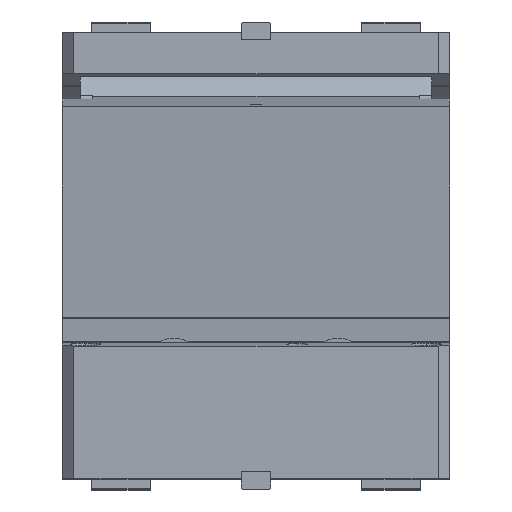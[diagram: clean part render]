
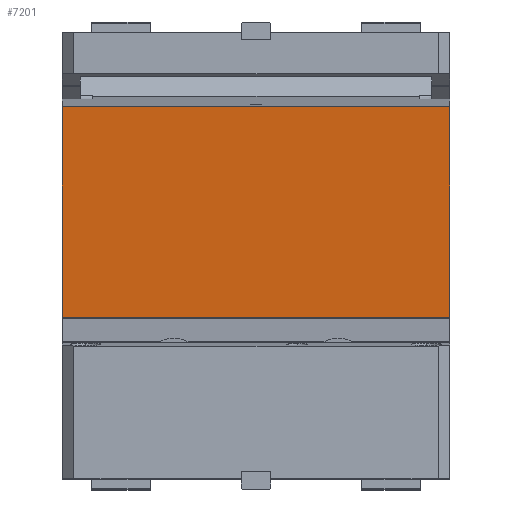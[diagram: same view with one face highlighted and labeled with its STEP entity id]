
A CAD part, top view. The second image highlights one B-rep face of the part: STEP entity #7201.
In plain terms, the highlighted planar face has unit normal (0, -0.087, 0.996).
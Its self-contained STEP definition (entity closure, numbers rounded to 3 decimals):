
#5354=CARTESIAN_POINT('Vertex',(-165.,-89.658,-7.844)) ;
#5357=CARTESIAN_POINT('Line Origine',(-165.,0.,0.)) ;
#5361=CARTESIAN_POINT('Vertex',(-165.,89.658,7.844)) ;
#5958=CARTESIAN_POINT('Line Origine',(0.,89.658,7.844)) ;
#5962=CARTESIAN_POINT('Vertex',(165.,89.658,7.844)) ;
#6080=CARTESIAN_POINT('Line Origine',(165.,0.,0.)) ;
#6084=CARTESIAN_POINT('Vertex',(165.,-89.658,-7.844)) ;
#7185=CARTESIAN_POINT('Axis2P3D Location',(165.,89.658,7.844)) ;
#7190=CARTESIAN_POINT('Line Origine',(0.,-89.658,-7.844)) ;
#5358=DIRECTION('Vector Direction',(0.,-0.996,-0.087)) ;
#5959=DIRECTION('Vector Direction',(-1.,0.,0.)) ;
#6081=DIRECTION('Vector Direction',(0.,-0.996,-0.087)) ;
#7186=DIRECTION('Axis2P3D Direction',(0.,0.087,-0.996)) ;
#7187=DIRECTION('Axis2P3D XDirection',(0.,0.996,0.087)) ;
#7191=DIRECTION('Vector Direction',(-1.,0.,0.)) ;
#7188=AXIS2_PLACEMENT_3D('Plane Axis2P3D',#7185,#7186,#7187) ;
#7196=ORIENTED_EDGE('',*,*,#7194,.F.) ;
#7197=ORIENTED_EDGE('',*,*,#6086,.F.) ;
#7198=ORIENTED_EDGE('',*,*,#5964,.T.) ;
#7199=ORIENTED_EDGE('',*,*,#5363,.T.) ;
#5359=VECTOR('Line Direction',#5358,1.) ;
#5960=VECTOR('Line Direction',#5959,1.) ;
#6082=VECTOR('Line Direction',#6081,1.) ;
#7192=VECTOR('Line Direction',#7191,1.) ;
#7201=ADVANCED_FACE('CAM SLIDER',(#7200),#7189,.F.) ;
#5363=EDGE_CURVE('',#5362,#5355,#5360,.T.) ;
#5964=EDGE_CURVE('',#5963,#5362,#5961,.T.) ;
#6086=EDGE_CURVE('',#5963,#6085,#6083,.T.) ;
#7194=EDGE_CURVE('',#6085,#5355,#7193,.T.) ;
#7195=EDGE_LOOP('',(#7196,#7197,#7198,#7199)) ;
#7200=FACE_OUTER_BOUND('',#7195,.T.) ;
#5360=LINE('Line',#5357,#5359) ;
#5961=LINE('Line',#5958,#5960) ;
#6083=LINE('Line',#6080,#6082) ;
#7193=LINE('Line',#7190,#7192) ;
#7189=PLANE('Plane',#7188) ;
#5355=VERTEX_POINT('',#5354) ;
#5362=VERTEX_POINT('',#5361) ;
#5963=VERTEX_POINT('',#5962) ;
#6085=VERTEX_POINT('',#6084) ;
